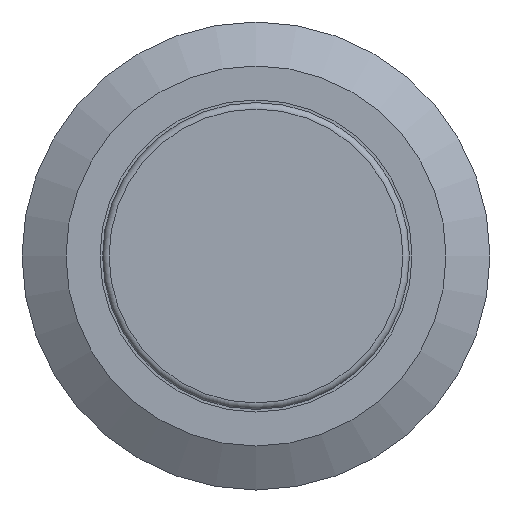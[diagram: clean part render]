
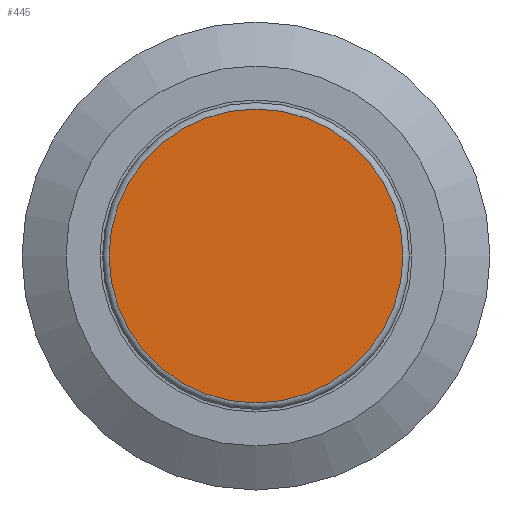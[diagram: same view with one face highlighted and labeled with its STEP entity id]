
A CAD part, left-side view. The second image highlights one B-rep face of the part: STEP entity #445.
In plain terms, the highlighted planar face has unit normal (-1, 0, 0).
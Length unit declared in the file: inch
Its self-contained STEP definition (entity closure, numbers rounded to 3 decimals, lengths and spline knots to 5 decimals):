
#425=CARTESIAN_POINT('',(-0.15354,0.0,-0.22244));
#426=VERTEX_POINT('',#425);
#427=CARTESIAN_POINT('',(-0.15354,0.0,0.0));
#428=DIRECTION('',(1.0,0.0,0.0));
#429=DIRECTION('',(0.0,0.0,1.0));
#430=AXIS2_PLACEMENT_3D('',#427,#428,#429);
#431=CIRCLE('',#430,0.22244);
#432=EDGE_CURVE('',#426,#426,#431,.T.);
#437=CARTESIAN_POINT('',(-0.15354,0.24469,-0.24469));
#438=DIRECTION('',(1.0,0.0,0.0));
#439=DIRECTION('',(0.0,0.0,-1.0));
#440=AXIS2_PLACEMENT_3D('',#437,#438,#439);
#441=PLANE('',#440);
#442=ORIENTED_EDGE('',*,*,#432,.F.);
#443=EDGE_LOOP('',(#442));
#444=FACE_OUTER_BOUND('',#443,.T.);
#445=ADVANCED_FACE('',(#444),#441,.F.);
